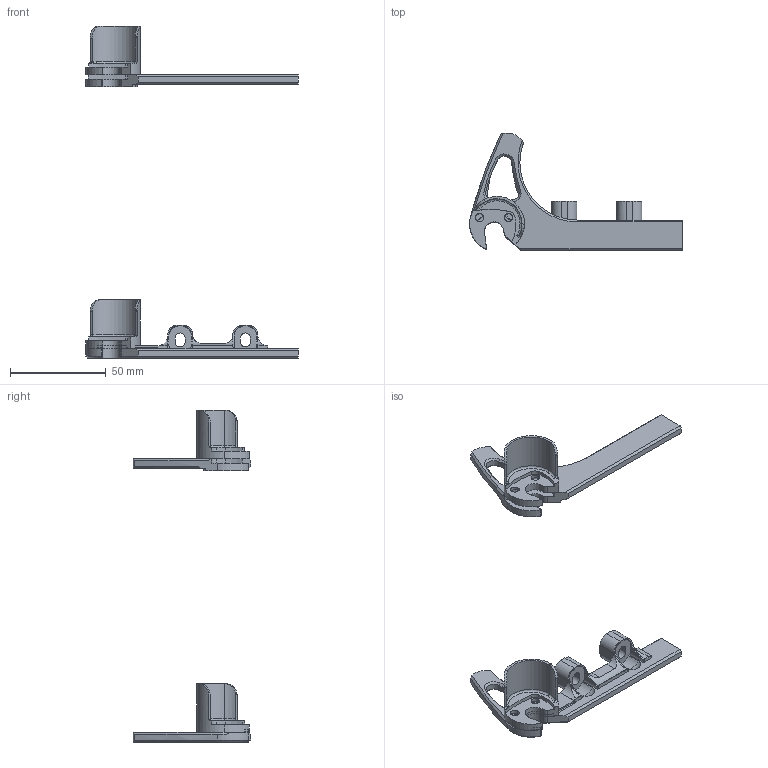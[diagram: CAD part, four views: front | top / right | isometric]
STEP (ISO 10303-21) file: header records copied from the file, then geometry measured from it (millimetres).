
FILE_DESCRIPTION (( 'STEP AP214' ), '1' );
FILE_NAME ('DR2071.STEP', '2017-09-07T20:04:09', ( 'Accounting' ), ( 'Microsoft' ), 'SwSTEP 2.0', 'SolidWorks 2017', '' );
FILE_SCHEMA (( 'AUTOMOTIVE_DESIGN' ));
Length unit declared in the file: millimetre
Products named in the file (4): BK2070; DR2071L; DR2071R; DR2071
Assembly tree (3 placements, depth 2):
  DR2071
    DR2071R
    DR2071L
    BK2070
Bounding box: 110.92 x 61.25 x 173.1 mm (x, y, z)
Volume: 31558.6 mm3; surface area: 22232.1 mm2
Topology: 9 solids, 9 shells, 307 faces, 808 edges, 519 vertices
Faces by surface type: cylinder 137, plane 97, cone 55, torus 13, bspline 5
Entity records: 10461 total; most frequent: CARTESIAN_POINT 2574, DIRECTION 1637, ORIENTED_EDGE 1616, EDGE_CURVE 808, AXIS2_PLACEMENT_3D 623, VERTEX_POINT 519, LINE 391, VECTOR 391
